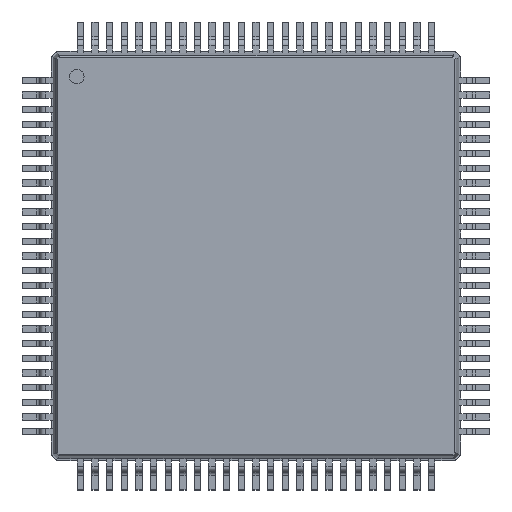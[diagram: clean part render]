
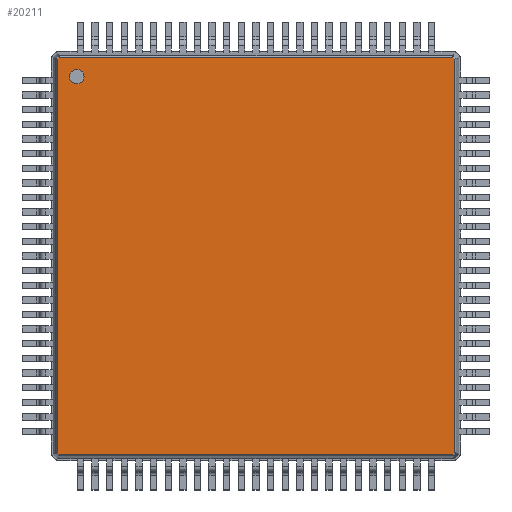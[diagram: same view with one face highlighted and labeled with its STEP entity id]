
A CAD part, top view. The second image highlights one B-rep face of the part: STEP entity #20211.
In plain terms, the highlighted planar face has unit normal (0, 0, 1).
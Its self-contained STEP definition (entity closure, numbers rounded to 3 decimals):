
#9870 = VERTEX_POINT('',#9871);
#9871 = CARTESIAN_POINT('',(-6.724,6.789,1.1));
#10161 = EDGE_CURVE('',#9870,#10162,#10164,.T.);
#10162 = VERTEX_POINT('',#10163);
#10163 = CARTESIAN_POINT('',(6.724,6.789,1.1));
#10164 = B_SPLINE_CURVE_WITH_KNOTS('',2,(#10165,#10166,#10167,#10168,
#10169),.UNSPECIFIED.,.F.,.F.,(3,1,1,3),(-0.7,
-0.04,13.52,14.18),
.UNSPECIFIED.);
#10165 = CARTESIAN_POINT('',(-7.44,6.789,1.1));
#10166 = CARTESIAN_POINT('',(-7.11,6.789,1.1));
#10167 = CARTESIAN_POINT('',(0.,6.789,1.1));
#10168 = CARTESIAN_POINT('',(7.11,6.789,1.1));
#10169 = CARTESIAN_POINT('',(7.44,6.789,1.1));
#19187 = EDGE_CURVE('',#10162,#19188,#19190,.T.);
#19188 = VERTEX_POINT('',#19189);
#19189 = CARTESIAN_POINT('',(6.789,6.724,1.1));
#19190 = B_SPLINE_CURVE_WITH_KNOTS('',2,(#19191,#19192,#19193,#19194,
#19195),.UNSPECIFIED.,.F.,.F.,(3,1,1,3),(-0.291,
-0.04,0.167,0.418),.UNSPECIFIED.);
#19191 = CARTESIAN_POINT('',(6.505,7.007,1.1));
#19192 = CARTESIAN_POINT('',(6.594,6.918,1.1));
#19193 = CARTESIAN_POINT('',(6.756,6.756,1.1));
#19194 = CARTESIAN_POINT('',(6.918,6.594,1.1));
#19195 = CARTESIAN_POINT('',(7.007,6.505,1.1));
#19508 = VERTEX_POINT('',#19509);
#19509 = CARTESIAN_POINT('',(-6.789,6.724,1.1));
#20186 = EDGE_CURVE('',#19508,#9870,#20187,.T.);
#20187 = B_SPLINE_CURVE_WITH_KNOTS('',2,(#20188,#20189,#20190,#20191,
#20192),.UNSPECIFIED.,.F.,.F.,(3,1,1,3),(-0.291,
-0.04,0.167,0.418),.UNSPECIFIED.);
#20188 = CARTESIAN_POINT('',(-7.007,6.505,1.1));
#20189 = CARTESIAN_POINT('',(-6.918,6.594,1.1));
#20190 = CARTESIAN_POINT('',(-6.756,6.756,1.1));
#20191 = CARTESIAN_POINT('',(-6.594,6.918,1.1));
#20192 = CARTESIAN_POINT('',(-6.505,7.007,1.1));
#20211 = ADVANCED_FACE('',(#20212,#20265),#20276,.T.);
#20212 = FACE_BOUND('',#20213,.T.);
#20213 = EDGE_LOOP('',(#20214,#20215,#20216,#20217,#20227,#20237,#20247,
#20257));
#20214 = ORIENTED_EDGE('',*,*,#19187,.F.);
#20215 = ORIENTED_EDGE('',*,*,#10161,.F.);
#20216 = ORIENTED_EDGE('',*,*,#20186,.F.);
#20217 = ORIENTED_EDGE('',*,*,#20218,.F.);
#20218 = EDGE_CURVE('',#20219,#19508,#20221,.T.);
#20219 = VERTEX_POINT('',#20220);
#20220 = CARTESIAN_POINT('',(-6.789,-6.724,1.1));
#20221 = B_SPLINE_CURVE_WITH_KNOTS('',2,(#20222,#20223,#20224,#20225,
#20226),.UNSPECIFIED.,.F.,.F.,(3,1,1,3),(-0.7,
-0.04,13.52,14.18),
.UNSPECIFIED.);
#20222 = CARTESIAN_POINT('',(-6.789,-7.44,1.1));
#20223 = CARTESIAN_POINT('',(-6.789,-7.11,1.1));
#20224 = CARTESIAN_POINT('',(-6.789,0.,1.1));
#20225 = CARTESIAN_POINT('',(-6.789,7.11,1.1));
#20226 = CARTESIAN_POINT('',(-6.789,7.44,1.1));
#20227 = ORIENTED_EDGE('',*,*,#20228,.F.);
#20228 = EDGE_CURVE('',#20229,#20219,#20231,.T.);
#20229 = VERTEX_POINT('',#20230);
#20230 = CARTESIAN_POINT('',(-6.724,-6.789,1.1));
#20231 = B_SPLINE_CURVE_WITH_KNOTS('',2,(#20232,#20233,#20234,#20235,
#20236),.UNSPECIFIED.,.F.,.F.,(3,1,1,3),(-0.291,
-0.04,0.167,0.418),.UNSPECIFIED.);
#20232 = CARTESIAN_POINT('',(-6.505,-7.007,1.1));
#20233 = CARTESIAN_POINT('',(-6.594,-6.918,1.1));
#20234 = CARTESIAN_POINT('',(-6.756,-6.756,1.1));
#20235 = CARTESIAN_POINT('',(-6.918,-6.594,1.1));
#20236 = CARTESIAN_POINT('',(-7.007,-6.505,1.1));
#20237 = ORIENTED_EDGE('',*,*,#20238,.F.);
#20238 = EDGE_CURVE('',#20239,#20229,#20241,.T.);
#20239 = VERTEX_POINT('',#20240);
#20240 = CARTESIAN_POINT('',(6.724,-6.789,1.1));
#20241 = B_SPLINE_CURVE_WITH_KNOTS('',2,(#20242,#20243,#20244,#20245,
#20246),.UNSPECIFIED.,.F.,.F.,(3,1,1,3),(-0.7,
-0.04,13.52,14.18),
.UNSPECIFIED.);
#20242 = CARTESIAN_POINT('',(7.44,-6.789,1.1));
#20243 = CARTESIAN_POINT('',(7.11,-6.789,1.1));
#20244 = CARTESIAN_POINT('',(0.,-6.789,1.1));
#20245 = CARTESIAN_POINT('',(-7.11,-6.789,1.1));
#20246 = CARTESIAN_POINT('',(-7.44,-6.789,1.1));
#20247 = ORIENTED_EDGE('',*,*,#20248,.F.);
#20248 = EDGE_CURVE('',#20249,#20239,#20251,.T.);
#20249 = VERTEX_POINT('',#20250);
#20250 = CARTESIAN_POINT('',(6.789,-6.724,1.1));
#20251 = B_SPLINE_CURVE_WITH_KNOTS('',2,(#20252,#20253,#20254,#20255,
#20256),.UNSPECIFIED.,.F.,.F.,(3,1,1,3),(-0.291,
-0.04,0.167,0.418),.UNSPECIFIED.);
#20252 = CARTESIAN_POINT('',(7.007,-6.505,1.1));
#20253 = CARTESIAN_POINT('',(6.918,-6.594,1.1));
#20254 = CARTESIAN_POINT('',(6.756,-6.756,1.1));
#20255 = CARTESIAN_POINT('',(6.594,-6.918,1.1));
#20256 = CARTESIAN_POINT('',(6.505,-7.007,1.1));
#20257 = ORIENTED_EDGE('',*,*,#20258,.F.);
#20258 = EDGE_CURVE('',#19188,#20249,#20259,.T.);
#20259 = B_SPLINE_CURVE_WITH_KNOTS('',2,(#20260,#20261,#20262,#20263,
#20264),.UNSPECIFIED.,.F.,.F.,(3,1,1,3),(-0.7,
-0.04,13.52,14.18),
.UNSPECIFIED.);
#20260 = CARTESIAN_POINT('',(6.789,7.44,1.1));
#20261 = CARTESIAN_POINT('',(6.789,7.11,1.1));
#20262 = CARTESIAN_POINT('',(6.789,0.,1.1));
#20263 = CARTESIAN_POINT('',(6.789,-7.11,1.1));
#20264 = CARTESIAN_POINT('',(6.789,-7.44,1.1));
#20265 = FACE_BOUND('',#20266,.T.);
#20266 = EDGE_LOOP('',(#20267));
#20267 = ORIENTED_EDGE('',*,*,#20268,.F.);
#20268 = EDGE_CURVE('',#20269,#20269,#20271,.T.);
#20269 = VERTEX_POINT('',#20270);
#20270 = CARTESIAN_POINT('',(-6.129,5.879,1.1));
#20271 = CIRCLE('',#20272,0.25);
#20272 = AXIS2_PLACEMENT_3D('',#20273,#20274,#20275);
#20273 = CARTESIAN_POINT('',(-6.129,6.129,1.1));
#20274 = DIRECTION('',(0.,0.,1.));
#20275 = DIRECTION('',(0.,-1.,0.));
#20276 = PLANE('',#20277);
#20277 = AXIS2_PLACEMENT_3D('',#20278,#20279,#20280);
#20278 = CARTESIAN_POINT('',(-6.74,6.829,1.1));
#20279 = DIRECTION('',(0.,0.,1.));
#20280 = DIRECTION('',(0.702,-0.712,0.));
